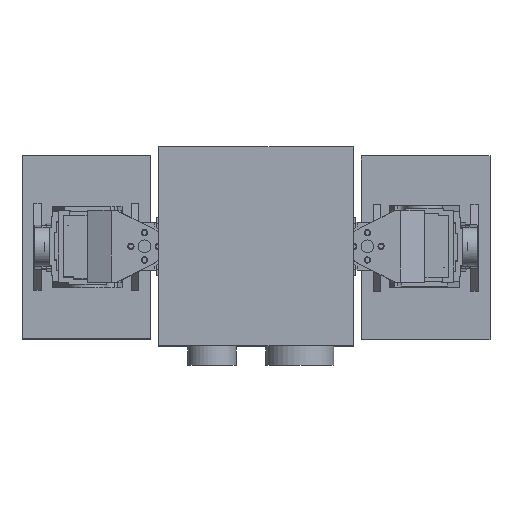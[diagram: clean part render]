
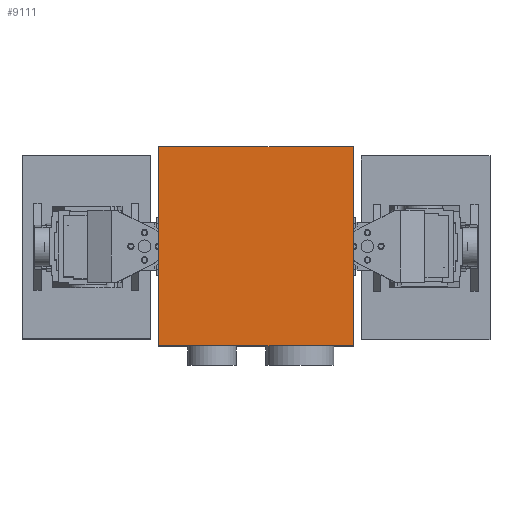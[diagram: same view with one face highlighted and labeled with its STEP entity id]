
A CAD part, top view. The second image highlights one B-rep face of the part: STEP entity #9111.
In plain terms, the highlighted face is planar.
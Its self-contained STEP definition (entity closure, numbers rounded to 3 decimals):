
#381=PLANE('',#9686);
#684=FACE_OUTER_BOUND('',#1180,.T.);
#1180=EDGE_LOOP('',(#6335,#6336,#6337,#6338));
#1874=LINE('',#13501,#2729);
#1882=LINE('',#13526,#2737);
#1920=LINE('',#13602,#2775);
#1921=LINE('',#13604,#2776);
#2729=VECTOR('',#10668,10.);
#2737=VECTOR('',#10694,10.);
#2775=VECTOR('',#10756,10.);
#2776=VECTOR('',#10759,10.);
#4042=VERTEX_POINT('',#13499);
#4043=VERTEX_POINT('',#13500);
#4051=VERTEX_POINT('',#13524);
#4077=VERTEX_POINT('',#13600);
#4923=EDGE_CURVE('',#4042,#4043,#1874,.T.);
#4935=EDGE_CURVE('',#4051,#4042,#1882,.T.);
#4973=EDGE_CURVE('',#4051,#4077,#1920,.T.);
#4974=EDGE_CURVE('',#4043,#4077,#1921,.T.);
#6335=ORIENTED_EDGE('',*,*,#4973,.T.);
#6336=ORIENTED_EDGE('',*,*,#4974,.F.);
#6337=ORIENTED_EDGE('',*,*,#4923,.F.);
#6338=ORIENTED_EDGE('',*,*,#4935,.F.);
#9111=ADVANCED_FACE('',(#684),#381,.T.);
#9686=AXIS2_PLACEMENT_3D('',#13603,#10757,#10758);
#10668=DIRECTION('',(-1.,0.,0.));
#10694=DIRECTION('',(0.,0.,1.));
#10756=DIRECTION('',(-1.,0.,0.));
#10757=DIRECTION('center_axis',(0.,1.,0.));
#10758=DIRECTION('ref_axis',(0.,0.,-1.));
#10759=DIRECTION('',(0.,0.,-1.));
#13499=CARTESIAN_POINT('',(-19.,93.272,63.63));
#13500=CARTESIAN_POINT('',(-119.,93.272,63.63));
#13501=CARTESIAN_POINT('',(-69.,93.272,63.63));
#13524=CARTESIAN_POINT('',(-19.,93.272,-38.93));
#13526=CARTESIAN_POINT('',(-19.,93.272,58.63));
#13600=CARTESIAN_POINT('',(-119.,93.272,-38.93));
#13602=CARTESIAN_POINT('',(-69.,93.272,-38.93));
#13603=CARTESIAN_POINT('Origin',(-69.,93.272,63.63));
#13604=CARTESIAN_POINT('',(-119.,93.272,58.63));
